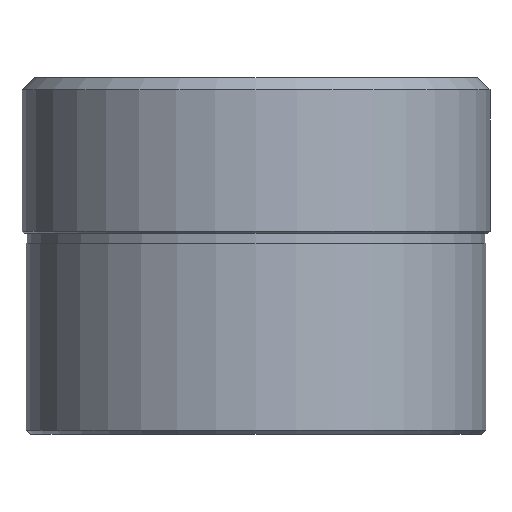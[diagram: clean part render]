
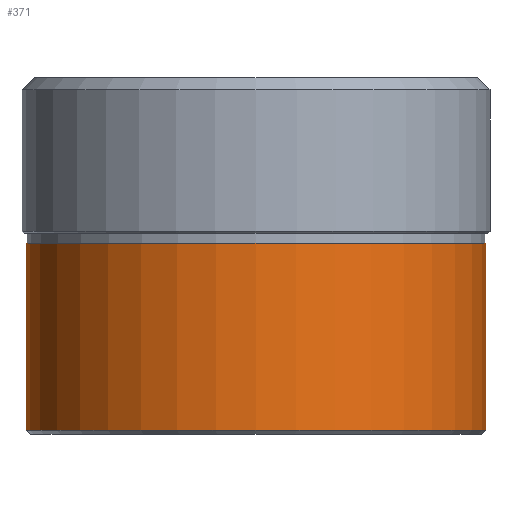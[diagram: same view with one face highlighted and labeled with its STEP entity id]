
A CAD part, front view. The second image highlights one B-rep face of the part: STEP entity #371.
In plain terms, the highlighted cylindrical face has radius 114.25 mm (diameter 228.5 mm), a full revolution.
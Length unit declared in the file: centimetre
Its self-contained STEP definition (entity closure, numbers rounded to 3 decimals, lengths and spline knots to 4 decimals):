
#116=CYLINDRICAL_SURFACE('',#416,11.425);
#137=VERTEX_POINT('',#486);
#138=VERTEX_POINT('',#489);
#163=CIRCLE('',#415,11.425);
#164=CIRCLE('',#417,11.425);
#189=EDGE_CURVE('',#137,#137,#163,.T.);
#190=EDGE_CURVE('',#138,#138,#164,.T.);
#233=ORIENTED_EDGE('',*,*,#190,.F.);
#234=ORIENTED_EDGE('',*,*,#189,.T.);
#285=EDGE_LOOP('',(#233));
#286=EDGE_LOOP('',(#234));
#337=FACE_BOUND('',#285,.T.);
#338=FACE_BOUND('',#286,.T.);
#371=ADVANCED_FACE('',(#337,#338),#116,.T.);
#415=AXIS2_PLACEMENT_3D('',#485,#578,#579);
#416=AXIS2_PLACEMENT_3D('',#487,#580,#581);
#417=AXIS2_PLACEMENT_3D('',#488,#582,#583);
#485=CARTESIAN_POINT('',(0.,0.,-17.3));
#486=CARTESIAN_POINT('',(0.,-11.425,-17.3));
#487=CARTESIAN_POINT('',(0.,0.,-12.66));
#488=CARTESIAN_POINT('',(0.,0.,-8.02));
#489=CARTESIAN_POINT('',(0.,-11.425,-8.02));
#578=DIRECTION('',(0.,0.,1.));
#579=DIRECTION('',(0.,-11.425,0.));
#580=DIRECTION('',(0.,0.,1.));
#581=DIRECTION('',(0.,-11.425,0.));
#582=DIRECTION('',(0.,0.,1.));
#583=DIRECTION('',(0.,-11.425,0.));
